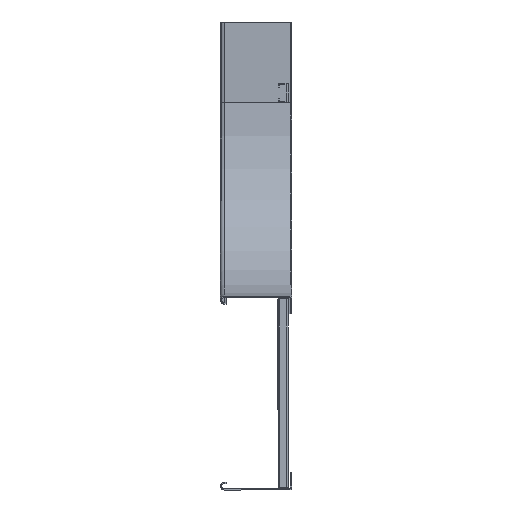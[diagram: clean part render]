
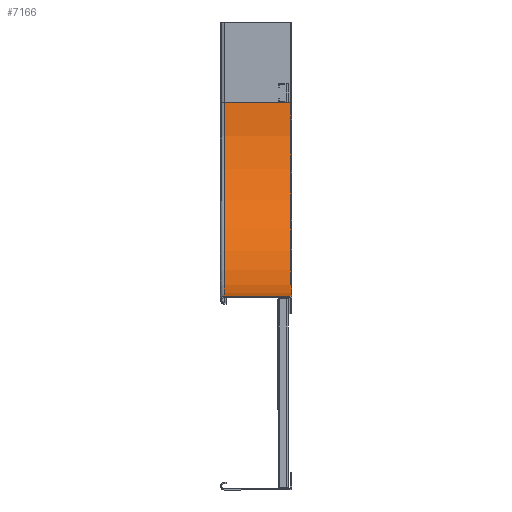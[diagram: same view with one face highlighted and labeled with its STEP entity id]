
A CAD part, left-side view. The second image highlights one B-rep face of the part: STEP entity #7166.
In plain terms, the highlighted cylindrical face has radius 300 mm (diameter 600 mm), a partial arc.
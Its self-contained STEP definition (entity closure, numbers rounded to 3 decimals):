
#1286 = DIRECTION ( 'NONE',  ( 0., -1., 0. ) ) ;
#1344 = CARTESIAN_POINT ( 'NONE',  ( 300., 0., -425. ) ) ;
#1481 = EDGE_CURVE ( 'NONE', #6842, #6860, #2863, .T. ) ;
#1805 = FACE_OUTER_BOUND ( 'NONE', #2851, .T. ) ;
#2135 = CARTESIAN_POINT ( 'NONE',  ( 0., 0., -125. ) ) ;
#2165 = CARTESIAN_POINT ( 'NONE',  ( 300., 0., -125. ) ) ;
#2304 = EDGE_CURVE ( 'NONE', #3599, #6842, #4105, .T. ) ;
#2494 = CARTESIAN_POINT ( 'NONE',  ( 300., 104., -425. ) ) ;
#2641 = ORIENTED_EDGE ( 'NONE', *, *, #2304, .T. ) ;
#2729 = DIRECTION ( 'NONE',  ( 0., -1., 0. ) ) ;
#2851 = EDGE_LOOP ( 'NONE', ( #6709, #7429, #2641, #4041 ) ) ;
#2863 = LINE ( 'NONE', #6858, #5743 ) ;
#2996 = CYLINDRICAL_SURFACE ( 'NONE', #3000, 300. ) ;
#3000 = AXIS2_PLACEMENT_3D ( 'NONE', #2165, #6220, #4476 ) ;
#3419 = DIRECTION ( 'NONE',  ( 0., 1., 0. ) ) ;
#3435 = LINE ( 'NONE', #2135, #4793 ) ;
#3555 = CARTESIAN_POINT ( 'NONE',  ( 0., 0., -125. ) ) ;
#3599 = VERTEX_POINT ( 'NONE', #3555 ) ;
#3889 = EDGE_CURVE ( 'NONE', #6208, #6860, #6974, .T. ) ;
#4041 = ORIENTED_EDGE ( 'NONE', *, *, #1481, .T. ) ;
#4105 = CIRCLE ( 'NONE', #5962, 300. ) ;
#4432 = AXIS2_PLACEMENT_3D ( 'NONE', #6180, #2729, #6756 ) ;
#4476 = DIRECTION ( 'NONE',  ( 0., 0., -1. ) ) ;
#4734 = CARTESIAN_POINT ( 'NONE',  ( 300., 0., -125. ) ) ;
#4793 = VECTOR ( 'NONE', #6755, 1000. ) ;
#4841 = CARTESIAN_POINT ( 'NONE',  ( 0., 104., -125. ) ) ;
#5323 = DIRECTION ( 'NONE',  ( 0., 0., 1. ) ) ;
#5743 = VECTOR ( 'NONE', #3419, 1000. ) ;
#5962 = AXIS2_PLACEMENT_3D ( 'NONE', #4734, #1286, #5323 ) ;
#6180 = CARTESIAN_POINT ( 'NONE',  ( 300., 104., -125. ) ) ;
#6208 = VERTEX_POINT ( 'NONE', #4841 ) ;
#6220 = DIRECTION ( 'NONE',  ( 0., -1., 0. ) ) ;
#6468 = EDGE_CURVE ( 'NONE', #3599, #6208, #3435, .T. ) ;
#6709 = ORIENTED_EDGE ( 'NONE', *, *, #3889, .F. ) ;
#6755 = DIRECTION ( 'NONE',  ( 0., 1., 0. ) ) ;
#6756 = DIRECTION ( 'NONE',  ( -1., 0., 0. ) ) ;
#6842 = VERTEX_POINT ( 'NONE', #1344 ) ;
#6858 = CARTESIAN_POINT ( 'NONE',  ( 300., 0., -425. ) ) ;
#6860 = VERTEX_POINT ( 'NONE', #2494 ) ;
#6974 = CIRCLE ( 'NONE', #4432, 300. ) ;
#7166 = ADVANCED_FACE ( 'NONE', ( #1805 ), #2996, .F. ) ;
#7429 = ORIENTED_EDGE ( 'NONE', *, *, #6468, .F. ) ;
